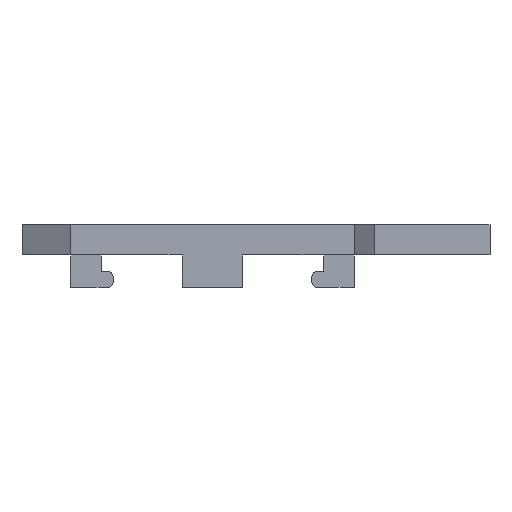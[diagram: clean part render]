
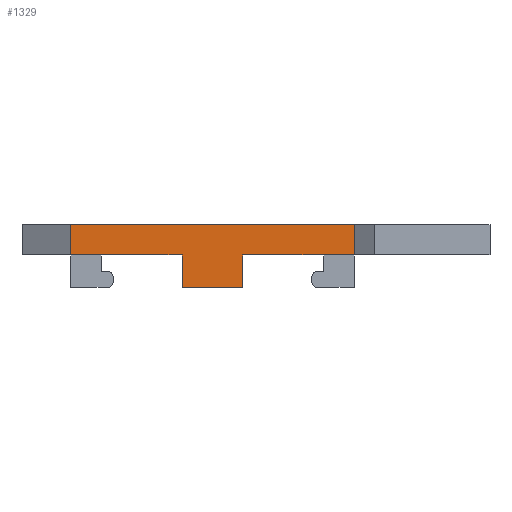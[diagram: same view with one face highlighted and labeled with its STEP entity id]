
A CAD part, front view. The second image highlights one B-rep face of the part: STEP entity #1329.
In plain terms, the highlighted planar face has unit normal (0, -1, 0).
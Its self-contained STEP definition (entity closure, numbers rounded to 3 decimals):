
#127=FACE_OUTER_BOUND('',#199,.T.);
#199=EDGE_LOOP('',(#1163,#1164,#1165,#1166,#1167,#1168,#1169,#1170));
#218=LINE('',#1822,#379);
#225=LINE('',#1836,#386);
#229=LINE('',#1843,#390);
#230=LINE('',#1846,#391);
#243=LINE('',#1871,#404);
#360=LINE('',#2155,#521);
#361=LINE('',#2158,#522);
#362=LINE('',#2159,#523);
#379=VECTOR('',#1462,10.);
#386=VECTOR('',#1475,10.);
#390=VECTOR('',#1483,10.);
#391=VECTOR('',#1486,10.);
#404=VECTOR('',#1499,10.);
#521=VECTOR('',#1778,10.);
#522=VECTOR('',#1781,10.);
#523=VECTOR('',#1782,10.);
#538=VERTEX_POINT('',#1819);
#539=VERTEX_POINT('',#1821);
#542=VERTEX_POINT('',#1833);
#543=VERTEX_POINT('',#1835);
#545=VERTEX_POINT('',#1845);
#557=VERTEX_POINT('',#1869);
#643=VERTEX_POINT('',#2153);
#644=VERTEX_POINT('',#2157);
#658=EDGE_CURVE('',#538,#539,#218,.T.);
#665=EDGE_CURVE('',#543,#542,#225,.T.);
#669=EDGE_CURVE('',#542,#539,#229,.T.);
#670=EDGE_CURVE('',#543,#545,#230,.T.);
#683=EDGE_CURVE('',#557,#538,#243,.T.);
#828=EDGE_CURVE('',#643,#545,#360,.T.);
#829=EDGE_CURVE('',#643,#644,#361,.T.);
#830=EDGE_CURVE('',#644,#557,#362,.T.);
#1163=ORIENTED_EDGE('',*,*,#829,.F.);
#1164=ORIENTED_EDGE('',*,*,#828,.T.);
#1165=ORIENTED_EDGE('',*,*,#670,.F.);
#1166=ORIENTED_EDGE('',*,*,#665,.T.);
#1167=ORIENTED_EDGE('',*,*,#669,.T.);
#1168=ORIENTED_EDGE('',*,*,#658,.F.);
#1169=ORIENTED_EDGE('',*,*,#683,.F.);
#1170=ORIENTED_EDGE('',*,*,#830,.F.);
#1262=PLANE('',#1438);
#1329=ADVANCED_FACE('',(#127),#1262,.T.);
#1438=AXIS2_PLACEMENT_3D('',#2156,#1779,#1780);
#1462=DIRECTION('',(0.,0.,-1.));
#1475=DIRECTION('',(0.,0.,-1.));
#1483=DIRECTION('',(1.,0.,0.));
#1486=DIRECTION('',(-1.,0.,0.));
#1499=DIRECTION('',(-1.,0.,0.));
#1778=DIRECTION('',(0.,0.,-1.));
#1779=DIRECTION('center_axis',(0.,-1.,0.));
#1780=DIRECTION('ref_axis',(-1.,0.,0.));
#1781=DIRECTION('',(1.,0.,0.));
#1782=DIRECTION('',(0.,0.,-1.));
#1819=CARTESIAN_POINT('',(70.,26.5,-165.293));
#1821=CARTESIAN_POINT('',(70.,26.5,-168.493));
#1822=CARTESIAN_POINT('',(70.,26.5,-165.293));
#1833=CARTESIAN_POINT('',(64.,26.5,-168.493));
#1835=CARTESIAN_POINT('',(64.,26.5,-165.293));
#1836=CARTESIAN_POINT('',(64.,26.5,-165.293));
#1843=CARTESIAN_POINT('',(68.25,26.5,-168.493));
#1845=CARTESIAN_POINT('',(53.,26.5,-165.293));
#1846=CARTESIAN_POINT('',(53.,26.5,-165.293));
#1869=CARTESIAN_POINT('',(81.,26.5,-165.293));
#1871=CARTESIAN_POINT('',(53.,26.5,-165.293));
#2153=CARTESIAN_POINT('',(53.,26.5,-162.293));
#2155=CARTESIAN_POINT('',(53.,26.5,-162.293));
#2156=CARTESIAN_POINT('Origin',(81.,26.5,-162.293));
#2157=CARTESIAN_POINT('',(81.,26.5,-162.293));
#2158=CARTESIAN_POINT('',(53.,26.5,-162.293));
#2159=CARTESIAN_POINT('',(81.,26.5,-162.293));
